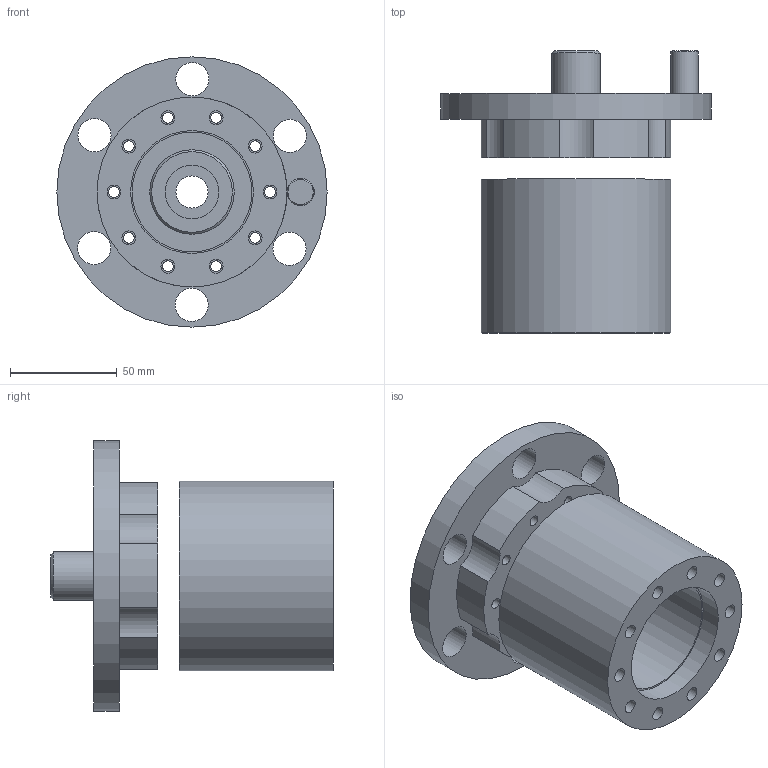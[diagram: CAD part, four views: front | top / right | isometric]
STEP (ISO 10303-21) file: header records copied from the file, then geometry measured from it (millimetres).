
FILE_DESCRIPTION(/* description */ (''),/* implementation_level */ '2;1');
FILE_NAME(/* name */ 'Flywheel delete adaptors.step',/* time_stamp */ '2026-01-11T19:41:30Z',/* author */ (''),/* organization */ (''),/* preprocessor_version */ 'ST-DEVELOPER v20.1',/* originating_system */ 'Autodesk Translation Framework v14.21.0.0',/* authorisation */ '');
FILE_SCHEMA (('AUTOMOTIVE_DESIGN { 1 0 10303 214 3 1 1 }'));
Length unit declared in the file: millimetre
Products named in the file (1): leyland plate bolt pattern mrk 2
Bounding box: 126.5 x 132 x 126.5 mm (x, y, z)
Volume: 459711.5 mm3; surface area: 106945.3 mm2
Topology: 4 solids, 4 shells, 69 faces, 162 edges, 106 vertices
Faces by surface type: cylinder 51, plane 14, cone 4
Full cylindrical faces by diameter (mm): 5.035 x10, 6.5 x10, 12.7 x2, 12.8 x1, 15 x1, 15.5 x6, 22.5 x1, 25 x1, 39.5 x1, 39.75 x1, 56 x2, 57.5 x1, 88.9 x1, 126.5 x1
Entity records: 2202 total; most frequent: DIRECTION 409, CARTESIAN_POINT 338, ORIENTED_EDGE 324, AXIS2_PLACEMENT_3D 177, EDGE_CURVE 162, EDGE_LOOP 134, CIRCLE 107, VERTEX_POINT 106
